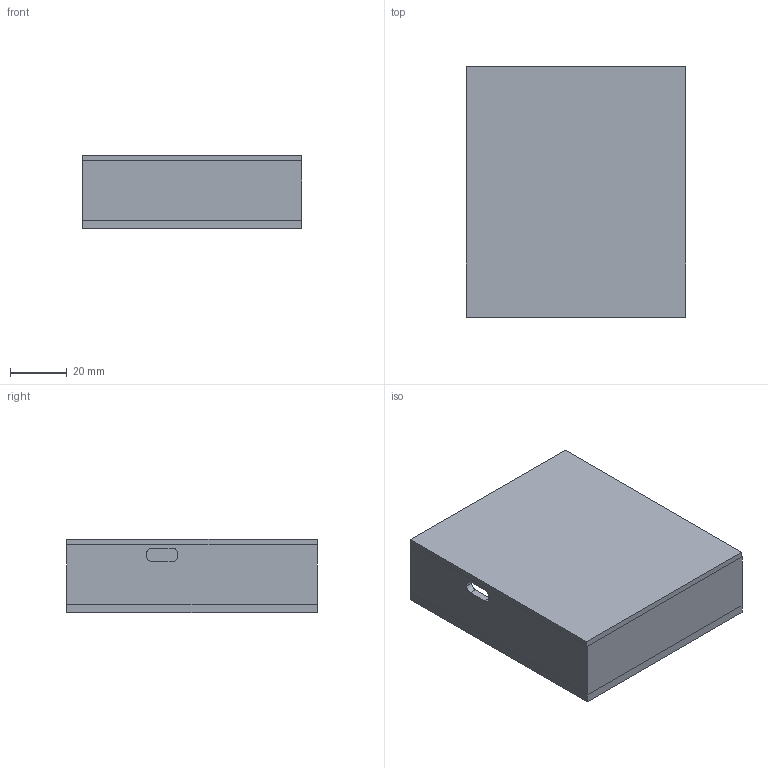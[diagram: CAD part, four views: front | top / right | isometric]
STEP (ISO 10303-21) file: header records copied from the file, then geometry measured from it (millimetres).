
FILE_DESCRIPTION(/* description */ ('','CAx-IF Rec.Pracs.---Representation and Presentation of Product Manufacturing Information (PMI)---4.0---2014-10-13'),/* implementation_level */ '2;1');
FILE_NAME(/* name */ 'Bottom Panel.step',/* time_stamp */ '2025-01-24T16:15:06+07:00',/* author */ (''),/* organization */ (''),/* preprocessor_version */ 'ST-DEVELOPER v20',/* originating_system */ 'Autodesk Translation Framework v13.20.0.188',/* authorisation */ '');
FILE_SCHEMA (('AP242_MANAGED_MODEL_BASED_3D_ENGINEERING_MIM_LF { 1 0 10303 442 1 1 4 }'));
Length unit declared in the file: millimetre
Products named in the file (1): Bottom Panel
Bounding box: 77.05 x 88 x 25.91 mm (x, y, z)
Volume: 32587.3 mm3; surface area: 31769.5 mm2
Topology: 6 solids, 6 shells, 49 faces, 104 edges, 68 vertices
Faces by surface type: plane 41, cylinder 8
Full cylindrical faces by diameter (mm): 2.5 x4
Entity records: 1327 total; most frequent: CARTESIAN_POINT 222, DIRECTION 220, ORIENTED_EDGE 208, EDGE_CURVE 104, LINE 88, VECTOR 88, VERTEX_POINT 68, AXIS2_PLACEMENT_3D 66
